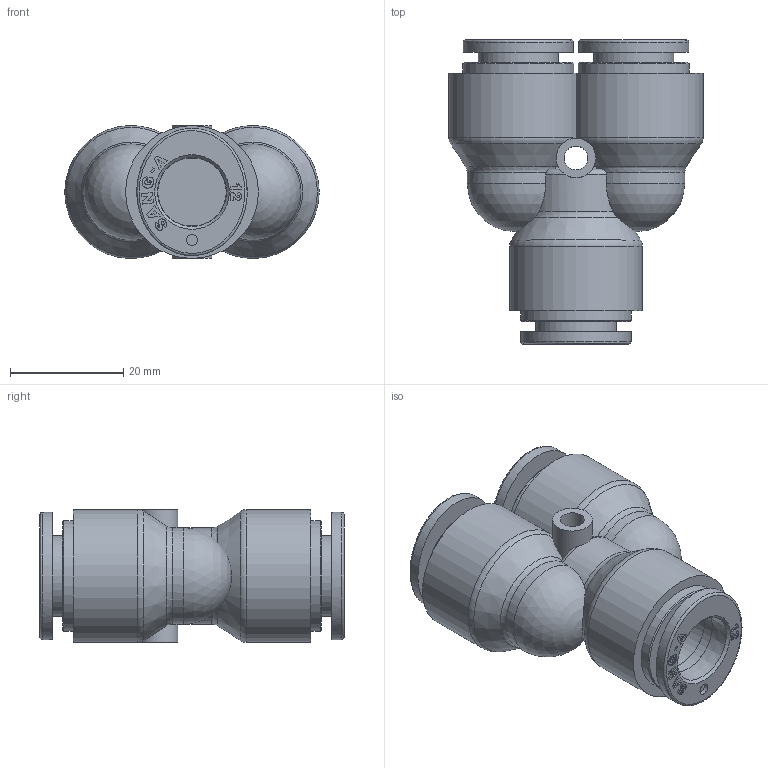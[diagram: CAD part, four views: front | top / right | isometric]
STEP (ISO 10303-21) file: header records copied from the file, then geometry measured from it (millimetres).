
FILE_DESCRIPTION((''),'2;1');
FILE_NAME('CR-PY 12.stp','2020-08-25T15:34:37',('user'),(''),'Autodesk Inventor 2013','Autodesk Inventor 2013','');
FILE_SCHEMA(('AUTOMOTIVE_DESIGN { 1 0 10303 214 1 1 1 1 }'));
Length unit declared in the file: millimetre
Products named in the file (5): 조립품12; CR-COLLAR 12; HR-Collar 12L(SUS); CR-SLEEVE 12; CR-PY 12 BODY
Assembly tree (6 placements, depth 3):
  조립품12
    CR-COLLAR 12  x3
      HR-Collar 12L(SUS)
      CR-SLEEVE 12
    CR-PY 12 BODY
Bounding box: 45 x 53.8 x 23.5 mm (x, y, z)
Volume: 22099.5 mm3; surface area: 12237.2 mm2
Topology: 7 solids, 7 shells, 1107 faces, 3166 edges, 2110 vertices
Faces by surface type: plane 1033, cylinder 40, cone 12, torus 11, bspline 9, sphere 2
Full cylindrical faces by diameter (mm): 2 x3, 4.2 x1, 7 x2, 12.18 x3, 12.2 x3, 14.2 x3, 19.6 x3, 23.5 x1
Entity records: 13295 total; most frequent: CARTESIAN_POINT 2822, ORIENTED_EDGE 2230, DIRECTION 1962, EDGE_CURVE 1115, VECTOR 998, LINE 998, VERTEX_POINT 752, AXIS2_PLACEMENT_3D 482
